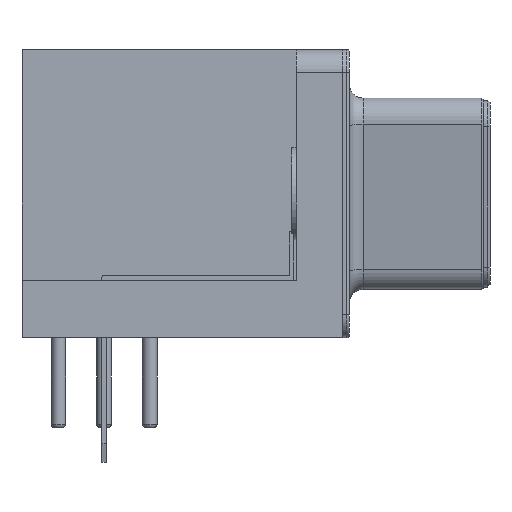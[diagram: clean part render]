
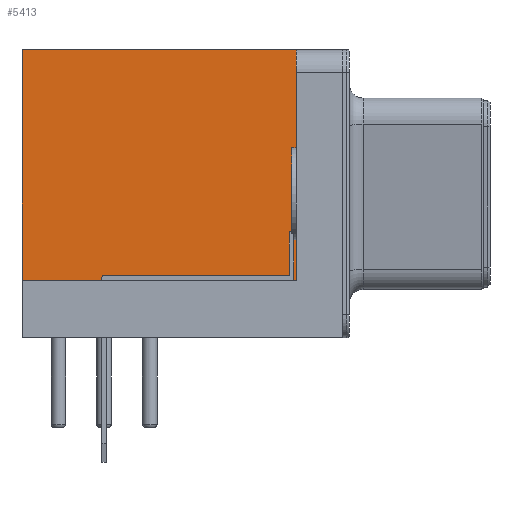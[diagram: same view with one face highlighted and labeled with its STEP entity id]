
A CAD part, left-side view. The second image highlights one B-rep face of the part: STEP entity #5413.
In plain terms, the highlighted planar face has unit normal (-1, 0, 0).
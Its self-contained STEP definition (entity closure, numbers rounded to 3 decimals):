
#3934 = VERTEX_POINT('',#3935);
#3935 = CARTESIAN_POINT('',(-22.688,1.58,12.5));
#3941 = EDGE_CURVE('',#3942,#3934,#3944,.T.);
#3942 = VERTEX_POINT('',#3943);
#3943 = CARTESIAN_POINT('',(-22.688,-10.31,12.5));
#3944 = LINE('',#3945,#3946);
#3945 = CARTESIAN_POINT('',(-22.688,-11.31,12.5));
#3946 = VECTOR('',#3947,1.);
#3947 = DIRECTION('',(0.,1.,0.));
#4331 = EDGE_CURVE('',#4332,#3934,#4334,.T.);
#4332 = VERTEX_POINT('',#4333);
#4333 = CARTESIAN_POINT('',(-22.688,1.58,2.5));
#4334 = LINE('',#4335,#4336);
#4335 = CARTESIAN_POINT('',(-22.688,1.58,4.375));
#4336 = VECTOR('',#4337,1.);
#4337 = DIRECTION('',(0.,0.,1.));
#5243 = VERTEX_POINT('',#5244);
#5244 = CARTESIAN_POINT('',(-22.688,-10.31,2.5));
#5250 = EDGE_CURVE('',#5243,#3942,#5251,.T.);
#5251 = LINE('',#5252,#5253);
#5252 = CARTESIAN_POINT('',(-22.688,-10.31,2.5));
#5253 = VECTOR('',#5254,1.);
#5254 = DIRECTION('',(0.,0.,1.));
#5280 = EDGE_CURVE('',#5243,#4332,#5281,.T.);
#5281 = LINE('',#5282,#5283);
#5282 = CARTESIAN_POINT('',(-22.688,-10.31,2.5));
#5283 = VECTOR('',#5284,1.);
#5284 = DIRECTION('',(0.,1.,0.));
#5413 = ADVANCED_FACE('',(#5414),#5420,.F.);
#5414 = FACE_BOUND('',#5415,.F.);
#5415 = EDGE_LOOP('',(#5416,#5417,#5418,#5419));
#5416 = ORIENTED_EDGE('',*,*,#5250,.F.);
#5417 = ORIENTED_EDGE('',*,*,#5280,.T.);
#5418 = ORIENTED_EDGE('',*,*,#4331,.T.);
#5419 = ORIENTED_EDGE('',*,*,#3941,.F.);
#5420 = PLANE('',#5421);
#5421 = AXIS2_PLACEMENT_3D('',#5422,#5423,#5424);
#5422 = CARTESIAN_POINT('',(-22.688,-10.31,2.5));
#5423 = DIRECTION('',(1.,0.,0.));
#5424 = DIRECTION('',(0.,0.,1.));
